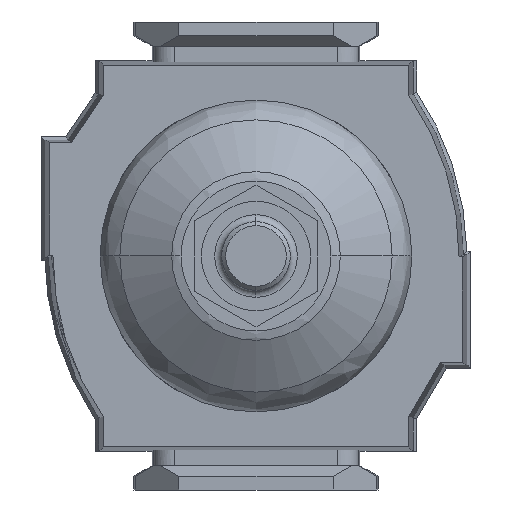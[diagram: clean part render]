
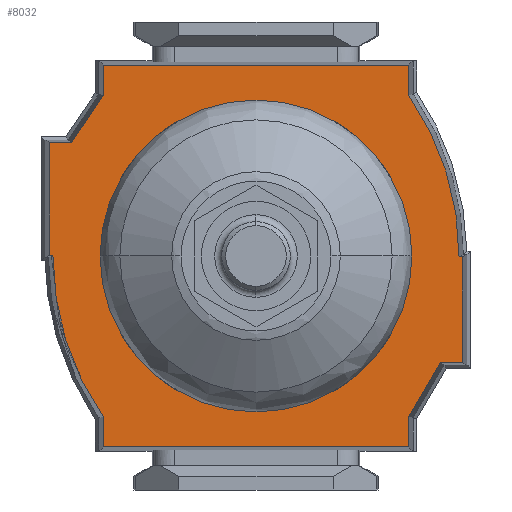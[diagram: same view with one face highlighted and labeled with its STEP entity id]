
A CAD part, front view. The second image highlights one B-rep face of the part: STEP entity #8032.
In plain terms, the highlighted planar face has unit normal (0, -1, 0).
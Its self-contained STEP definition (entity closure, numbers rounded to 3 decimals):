
#25 = ORIENTED_EDGE ( 'NONE', *, *, #7444, .F. ) ;
#86 = LINE ( 'NONE', #6466, #4480 ) ;
#89 = FACE_OUTER_BOUND ( 'NONE', #982, .T. ) ;
#148 = ORIENTED_EDGE ( 'NONE', *, *, #1225, .F. ) ;
#387 = VERTEX_POINT ( 'NONE', #2396 ) ;
#470 = EDGE_CURVE ( 'NONE', #3408, #8674, #9167, .T. ) ;
#496 = CARTESIAN_POINT ( 'NONE',  ( -0.1, -38.5, -29.5 ) ) ;
#602 = EDGE_CURVE ( 'NONE', #7336, #3462, #1595, .T. ) ;
#687 = VERTEX_POINT ( 'NONE', #7475 ) ;
#775 = ORIENTED_EDGE ( 'NONE', *, *, #6621, .F. ) ;
#794 = LINE ( 'NONE', #9606, #6725 ) ;
#982 = EDGE_LOOP ( 'NONE', ( #8541, #775, #2102, #9814, #1357, #1257, #3370, #4435, #2480, #4209, #1679, #2319, #25, #148, #1881, #4647, #2386 ) ) ;
#1027 = VERTEX_POINT ( 'NONE', #2293 ) ;
#1046 = EDGE_CURVE ( 'NONE', #5703, #4268, #2373, .T. ) ;
#1225 = EDGE_CURVE ( 'NONE', #7996, #1393, #4057, .T. ) ;
#1257 = ORIENTED_EDGE ( 'NONE', *, *, #7644, .F. ) ;
#1346 = EDGE_CURVE ( 'NONE', #4308, #1027, #8972, .T. ) ;
#1357 = ORIENTED_EDGE ( 'NONE', *, *, #9779, .F. ) ;
#1393 = VERTEX_POINT ( 'NONE', #7991 ) ;
#1478 = LINE ( 'NONE', #2318, #7952 ) ;
#1595 = LINE ( 'NONE', #1649, #3525 ) ;
#1649 = CARTESIAN_POINT ( 'NONE',  ( -15.5, -38.5, -26.8 ) ) ;
#1679 = ORIENTED_EDGE ( 'NONE', *, *, #470, .F. ) ;
#1792 = LINE ( 'NONE', #8989, #5468 ) ;
#1798 = EDGE_CURVE ( 'NONE', #1027, #9896, #8896, .T. ) ;
#1808 = VECTOR ( 'NONE', #2702, 1000. ) ;
#1881 = ORIENTED_EDGE ( 'NONE', *, *, #4852, .F. ) ;
#1917 = CARTESIAN_POINT ( 'NONE',  ( 27.75, -38.5, 22.2 ) ) ;
#2102 = ORIENTED_EDGE ( 'NONE', *, *, #602, .F. ) ;
#2293 = CARTESIAN_POINT ( 'NONE',  ( 27.75, -38.5, 22.2 ) ) ;
#2318 = CARTESIAN_POINT ( 'NONE',  ( -0.1, -38.5, -30. ) ) ;
#2319 = ORIENTED_EDGE ( 'NONE', *, *, #3224, .F. ) ;
#2373 = LINE ( 'NONE', #4904, #4386 ) ;
#2386 = ORIENTED_EDGE ( 'NONE', *, *, #4425, .F. ) ;
#2396 = CARTESIAN_POINT ( 'NONE',  ( -0.1, -38.5, -30. ) ) ;
#2480 = ORIENTED_EDGE ( 'NONE', *, *, #1346, .F. ) ;
#2702 = DIRECTION ( 'NONE',  ( -1., 0., 0. ) ) ;
#2780 = CIRCLE ( 'NONE', #9832, 41.1 ) ;
#2896 = CARTESIAN_POINT ( 'NONE',  ( 0., -38.5, 11.6 ) ) ;
#3007 = DIRECTION ( 'NONE',  ( -1., 0., 0. ) ) ;
#3182 = LINE ( 'NONE', #9858, #1808 ) ;
#3224 = EDGE_CURVE ( 'NONE', #7418, #3408, #9735, .T. ) ;
#3270 = CARTESIAN_POINT ( 'NONE',  ( 16.5, -38.5, 30. ) ) ;
#3302 = EDGE_CURVE ( 'NONE', #4079, #8879, #1792, .T. ) ;
#3370 = ORIENTED_EDGE ( 'NONE', *, *, #7693, .F. ) ;
#3408 = VERTEX_POINT ( 'NONE', #5838 ) ;
#3462 = VERTEX_POINT ( 'NONE', #3870 ) ;
#3525 = VECTOR ( 'NONE', #8946, 1000. ) ;
#3625 = DIRECTION ( 'NONE',  ( 0., 0., 1. ) ) ;
#3857 = CARTESIAN_POINT ( 'NONE',  ( -23.383, -38.5, 22.2 ) ) ;
#3870 = CARTESIAN_POINT ( 'NONE',  ( -15.5, -38.5, -26.8 ) ) ;
#3921 = CARTESIAN_POINT ( 'NONE',  ( -28.86, -38.5, 31.2 ) ) ;
#3973 = VECTOR ( 'NONE', #5566, 1000. ) ;
#3975 = PLANE ( 'NONE',  #9778 ) ;
#4010 = CARTESIAN_POINT ( 'NONE',  ( 0., -38.5, -11.6 ) ) ;
#4029 = DIRECTION ( 'NONE',  ( 0., -1., 0. ) ) ;
#4057 = CIRCLE ( 'NONE', #7921, 41.1 ) ;
#4079 = VERTEX_POINT ( 'NONE', #7531 ) ;
#4097 = LINE ( 'NONE', #6535, #3973 ) ;
#4099 = CARTESIAN_POINT ( 'NONE',  ( -23.35, -38.5, -22.2 ) ) ;
#4209 = ORIENTED_EDGE ( 'NONE', *, *, #5393, .F. ) ;
#4268 = VERTEX_POINT ( 'NONE', #6121 ) ;
#4308 = VERTEX_POINT ( 'NONE', #10375 ) ;
#4386 = VECTOR ( 'NONE', #5642, 1000. ) ;
#4425 = EDGE_CURVE ( 'NONE', #4268, #4079, #86, .T. ) ;
#4435 = ORIENTED_EDGE ( 'NONE', *, *, #1798, .F. ) ;
#4480 = VECTOR ( 'NONE', #9694, 1000. ) ;
#4518 = CARTESIAN_POINT ( 'NONE',  ( 0., -38.5, 29.5 ) ) ;
#4599 = DIRECTION ( 'NONE',  ( 0., 0., 1. ) ) ;
#4647 = ORIENTED_EDGE ( 'NONE', *, *, #3302, .F. ) ;
#4730 = VERTEX_POINT ( 'NONE', #496 ) ;
#4746 = DIRECTION ( 'NONE',  ( 0., 1., 0. ) ) ;
#4805 = DIRECTION ( 'NONE',  ( 1., 0., 0. ) ) ;
#4852 = EDGE_CURVE ( 'NONE', #8879, #7996, #2780, .T. ) ;
#4904 = CARTESIAN_POINT ( 'NONE',  ( -27.75, -38.5, -22.2 ) ) ;
#4920 = CARTESIAN_POINT ( 'NONE',  ( 27.75, -38.5, -22.2 ) ) ;
#5185 = CARTESIAN_POINT ( 'NONE',  ( 16.5, -38.5, 26.8 ) ) ;
#5291 = CARTESIAN_POINT ( 'NONE',  ( -15.5, -38.5, -30. ) ) ;
#5393 = EDGE_CURVE ( 'NONE', #8674, #4308, #4097, .T. ) ;
#5468 = VECTOR ( 'NONE', #5636, 1000. ) ;
#5566 = DIRECTION ( 'NONE',  ( 0.83, 0., -0.557 ) ) ;
#5589 = DIRECTION ( 'NONE',  ( 1., 0., 0. ) ) ;
#5636 = DIRECTION ( 'NONE',  ( 1., 0., 0. ) ) ;
#5638 = LINE ( 'NONE', #8832, #6391 ) ;
#5642 = DIRECTION ( 'NONE',  ( -1., 0., 0. ) ) ;
#5665 = DIRECTION ( 'NONE',  ( -0.863, 0., 0.506 ) ) ;
#5687 = CARTESIAN_POINT ( 'NONE',  ( 27.75, -38.5, -22.2 ) ) ;
#5703 = VERTEX_POINT ( 'NONE', #4099 ) ;
#5838 = CARTESIAN_POINT ( 'NONE',  ( 16.5, -38.5, 30. ) ) ;
#5896 = VECTOR ( 'NONE', #4805, 1000. ) ;
#5923 = EDGE_CURVE ( 'NONE', #387, #7336, #3182, .T. ) ;
#6058 = CIRCLE ( 'NONE', #7406, 41.1 ) ;
#6121 = CARTESIAN_POINT ( 'NONE',  ( -27.75, -38.5, -22.2 ) ) ;
#6391 = VECTOR ( 'NONE', #10210, 1000. ) ;
#6466 = CARTESIAN_POINT ( 'NONE',  ( -27.75, -38.5, 22.2 ) ) ;
#6535 = CARTESIAN_POINT ( 'NONE',  ( 23.35, -38.5, 22.2 ) ) ;
#6621 = EDGE_CURVE ( 'NONE', #3462, #5703, #8749, .T. ) ;
#6639 = DIRECTION ( 'NONE',  ( 0., 0., -1. ) ) ;
#6725 = VECTOR ( 'NONE', #3007, 1000. ) ;
#6741 = VECTOR ( 'NONE', #8959, 1000. ) ;
#7159 = DIRECTION ( 'NONE',  ( 0., 1., 0. ) ) ;
#7289 = VECTOR ( 'NONE', #5589, 1000. ) ;
#7336 = VERTEX_POINT ( 'NONE', #5291 ) ;
#7406 = AXIS2_PLACEMENT_3D ( 'NONE', #2896, #10038, #3625 ) ;
#7418 = VERTEX_POINT ( 'NONE', #9581 ) ;
#7444 = EDGE_CURVE ( 'NONE', #1393, #7418, #5638, .T. ) ;
#7475 = CARTESIAN_POINT ( 'NONE',  ( 23.383, -38.5, -22.2 ) ) ;
#7531 = CARTESIAN_POINT ( 'NONE',  ( -27.75, -38.5, 22.2 ) ) ;
#7644 = EDGE_CURVE ( 'NONE', #687, #4730, #6058, .T. ) ;
#7693 = EDGE_CURVE ( 'NONE', #9896, #687, #794, .T. ) ;
#7921 = AXIS2_PLACEMENT_3D ( 'NONE', #8666, #4746, #4599 ) ;
#7922 = VECTOR ( 'NONE', #6639, 1000. ) ;
#7952 = VECTOR ( 'NONE', #9625, 1000. ) ;
#7991 = CARTESIAN_POINT ( 'NONE',  ( 0.1, -38.5, 29.5 ) ) ;
#7996 = VERTEX_POINT ( 'NONE', #4518 ) ;
#8032 = ADVANCED_FACE ( 'NONE', ( #89 ), #3975, .T. ) ;
#8541 = ORIENTED_EDGE ( 'NONE', *, *, #1046, .F. ) ;
#8666 = CARTESIAN_POINT ( 'NONE',  ( 0., -38.5, -11.6 ) ) ;
#8674 = VERTEX_POINT ( 'NONE', #10129 ) ;
#8749 = LINE ( 'NONE', #8858, #9881 ) ;
#8832 = CARTESIAN_POINT ( 'NONE',  ( 0.1, -38.5, 30. ) ) ;
#8846 = DIRECTION ( 'NONE',  ( 0., 0., -1. ) ) ;
#8858 = CARTESIAN_POINT ( 'NONE',  ( -23.35, -38.5, -22.2 ) ) ;
#8879 = VERTEX_POINT ( 'NONE', #3857 ) ;
#8896 = LINE ( 'NONE', #4920, #6741 ) ;
#8946 = DIRECTION ( 'NONE',  ( 0., 0., 1. ) ) ;
#8959 = DIRECTION ( 'NONE',  ( 0., 0., -1. ) ) ;
#8972 = LINE ( 'NONE', #1917, #5896 ) ;
#8989 = CARTESIAN_POINT ( 'NONE',  ( -23.383, -38.5, 22.2 ) ) ;
#9167 = LINE ( 'NONE', #5185, #7922 ) ;
#9581 = CARTESIAN_POINT ( 'NONE',  ( 0.1, -38.5, 30. ) ) ;
#9582 = DIRECTION ( 'NONE',  ( 0., 0., 1. ) ) ;
#9606 = CARTESIAN_POINT ( 'NONE',  ( 23.383, -38.5, -22.2 ) ) ;
#9625 = DIRECTION ( 'NONE',  ( 0., 0., -1. ) ) ;
#9694 = DIRECTION ( 'NONE',  ( 0., 0., 1. ) ) ;
#9735 = LINE ( 'NONE', #3270, #7289 ) ;
#9778 = AXIS2_PLACEMENT_3D ( 'NONE', #3921, #4029, #8846 ) ;
#9779 = EDGE_CURVE ( 'NONE', #4730, #387, #1478, .T. ) ;
#9814 = ORIENTED_EDGE ( 'NONE', *, *, #5923, .F. ) ;
#9832 = AXIS2_PLACEMENT_3D ( 'NONE', #4010, #7159, #9582 ) ;
#9858 = CARTESIAN_POINT ( 'NONE',  ( -15.5, -38.5, -30. ) ) ;
#9881 = VECTOR ( 'NONE', #5665, 1000. ) ;
#9896 = VERTEX_POINT ( 'NONE', #5687 ) ;
#10038 = DIRECTION ( 'NONE',  ( 0., 1., 0. ) ) ;
#10129 = CARTESIAN_POINT ( 'NONE',  ( 16.5, -38.5, 26.8 ) ) ;
#10210 = DIRECTION ( 'NONE',  ( 0., 0., 1. ) ) ;
#10375 = CARTESIAN_POINT ( 'NONE',  ( 23.35, -38.5, 22.2 ) ) ;
